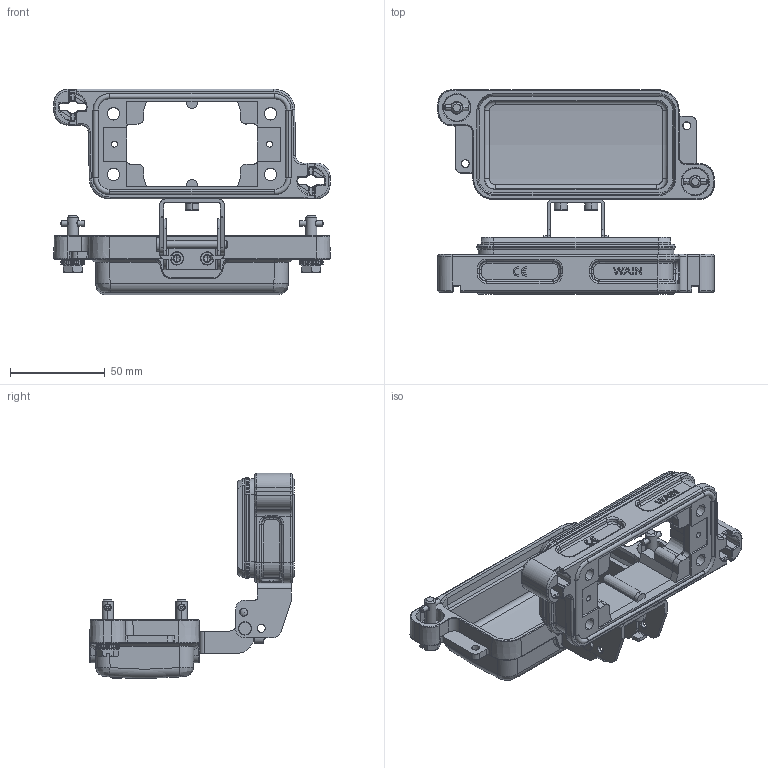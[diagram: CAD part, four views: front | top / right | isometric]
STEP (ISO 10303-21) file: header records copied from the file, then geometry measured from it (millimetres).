
FILE_DESCRIPTION(/* description */ (''),/* implementation_level */ '2;1');
FILE_NAME(/* name */ '3D_1136103701001_HP10B_H-BK-2T-MCV_V1.1.STP',/* time_stamp */ '2024-01-15T18:40:17+08:00',/* author */ (''),/* organization */ (''),/* preprocessor_version */ 'ST-DEVELOPER v18.1',/* originating_system */ 'SIEMENS PLM Software NX 1980',/* authorisation */ '');
FILE_SCHEMA (('AP203_CONFIGURATION_CONTROLLED_3D_DESIGN_OF_MECHANICAL_PARTS_AND_ASSEMBLIES_MIM_LF { 1 0 10303 403 2 1 2}'));
Length unit declared in the file: millimetre
Products named in the file (1): temp1
Bounding box: 146 x 107.99 x 108.63 mm (x, y, z)
Volume: 119022.5 mm3; surface area: 74114.4 mm2
Topology: 11 solids, 15 shells, 1671 faces, 4312 edges, 2687 vertices
Faces by surface type: plane 672, cylinder 442, torus 212, cone 163, bspline 138, sphere 28, extrusion 16
Entity records: 62266 total; most frequent: CARTESIAN_POINT 25128, ORIENTED_EDGE 8576, DIRECTION 6404, EDGE_CURVE 4288, VERTEX_POINT 2679, AXIS2_PLACEMENT_3D 2336, EDGE_LOOP 1749, VECTOR 1732
